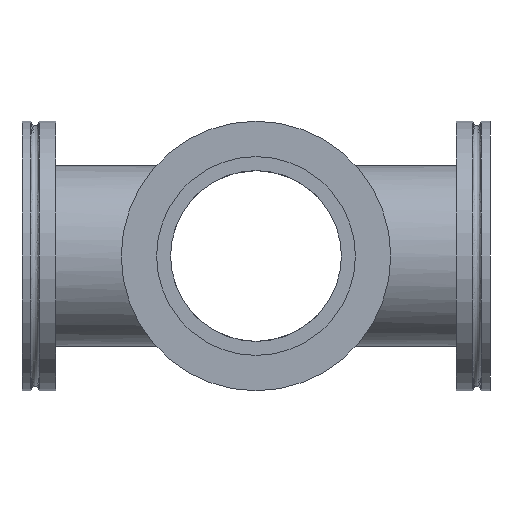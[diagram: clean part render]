
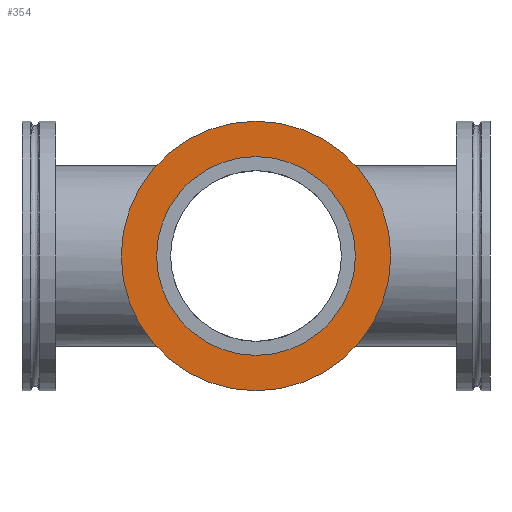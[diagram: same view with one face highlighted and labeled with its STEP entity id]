
A CAD part, left-side view. The second image highlights one B-rep face of the part: STEP entity #354.
In plain terms, the highlighted face is planar.
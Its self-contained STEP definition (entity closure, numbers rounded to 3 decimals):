
#178 = EDGE_CURVE ( 'NONE', #3852, #3852, #3907, .T. ) ;
#235 = VERTEX_POINT ( 'NONE', #5062 ) ;
#354 = ADVANCED_FACE ( 'NONE', ( #3345, #4452 ), #1574, .T. ) ;
#568 = CARTESIAN_POINT ( 'NONE',  ( 0., 11.9, 0. ) ) ;
#1048 = CARTESIAN_POINT ( 'NONE',  ( 47.5, 11.9, 0. ) ) ;
#1140 = AXIS2_PLACEMENT_3D ( 'NONE', #1048, #5026, #2814 ) ;
#1177 = AXIS2_PLACEMENT_3D ( 'NONE', #2001, #5101, #5483 ) ;
#1182 = ORIENTED_EDGE ( 'NONE', *, *, #178, .T. ) ;
#1574 = PLANE ( 'NONE',  #1140 ) ;
#1886 = CIRCLE ( 'NONE', #4473, 47.5 ) ;
#2001 = CARTESIAN_POINT ( 'NONE',  ( 0., 11.9, 0. ) ) ;
#2395 = CARTESIAN_POINT ( 'NONE',  ( 0., 11.9, -35.05 ) ) ;
#2641 = EDGE_LOOP ( 'NONE', ( #1182 ) ) ;
#2814 = DIRECTION ( 'NONE',  ( 0., 0., 1. ) ) ;
#3345 = FACE_BOUND ( 'NONE', #2641, .T. ) ;
#3852 = VERTEX_POINT ( 'NONE', #2395 ) ;
#3907 = CIRCLE ( 'NONE', #1177, 35.05 ) ;
#4452 = FACE_OUTER_BOUND ( 'NONE', #4945, .T. ) ;
#4473 = AXIS2_PLACEMENT_3D ( 'NONE', #568, #5387, #5001 ) ;
#4626 = EDGE_CURVE ( 'NONE', #235, #235, #1886, .T. ) ;
#4904 = ORIENTED_EDGE ( 'NONE', *, *, #4626, .T. ) ;
#4945 = EDGE_LOOP ( 'NONE', ( #4904 ) ) ;
#5001 = DIRECTION ( 'NONE',  ( 0., 0., -1. ) ) ;
#5026 = DIRECTION ( 'NONE',  ( 0., 1., 0. ) ) ;
#5062 = CARTESIAN_POINT ( 'NONE',  ( 0., 11.9, -47.5 ) ) ;
#5101 = DIRECTION ( 'NONE',  ( 0., -1., 0. ) ) ;
#5387 = DIRECTION ( 'NONE',  ( 0., 1., 0. ) ) ;
#5483 = DIRECTION ( 'NONE',  ( 0., 0., -1. ) ) ;
